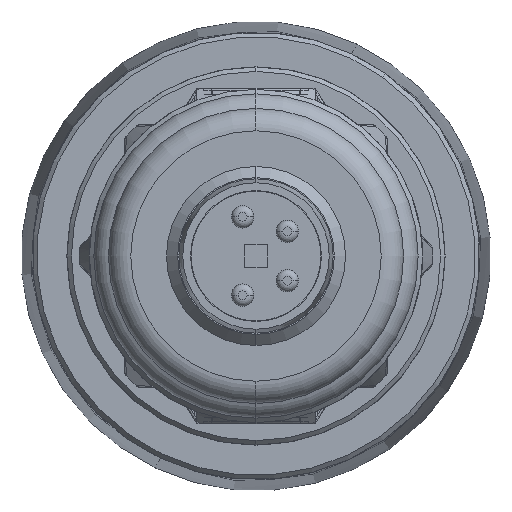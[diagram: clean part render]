
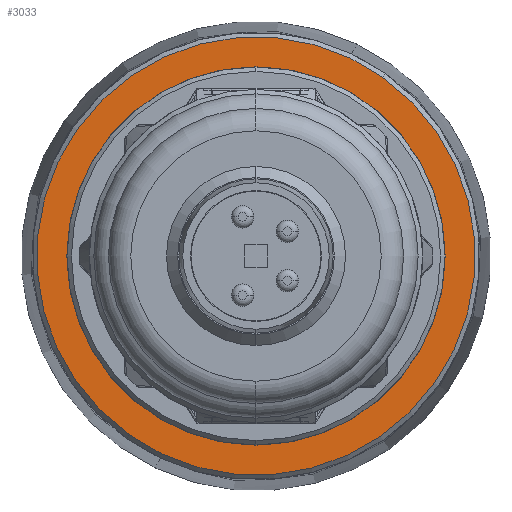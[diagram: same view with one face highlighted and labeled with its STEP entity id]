
A CAD part, left-side view. The second image highlights one B-rep face of the part: STEP entity #3033.
In plain terms, the highlighted planar face has unit normal (-1, 0, 0).
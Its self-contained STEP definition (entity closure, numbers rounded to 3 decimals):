
#3033=ADVANCED_FACE('NONE',(#6203,#6204),#6205,.T.);
#6203=FACE_OUTER_BOUND('',#12631,.T.);
#6204=FACE_BOUND('',#12632,.T.);
#6205=PLANE('',#12633);
#12631=EDGE_LOOP('',(#21676,#21677));
#12632=EDGE_LOOP('',(#21678,#21679));
#12633=AXIS2_PLACEMENT_3D('',#21680,#21681,#21682);
#21676=ORIENTED_EDGE('',*,*,#25830,.T.);
#21677=ORIENTED_EDGE('',*,*,#25778,.T.);
#21678=ORIENTED_EDGE('',*,*,#25806,.F.);
#21679=ORIENTED_EDGE('',*,*,#25828,.F.);
#21680=CARTESIAN_POINT('',(120.0,-4.69,-3.327));
#21681=DIRECTION('',(-1.0,0.0,0.));
#21682=DIRECTION('',(0.0,1.0,0.0));
#25778=EDGE_CURVE('NONE',#30820,#30821,#30822,.T.);
#25806=EDGE_CURVE('NONE',#30868,#30869,#30870,.T.);
#25828=EDGE_CURVE('NONE',#30869,#30868,#30898,.T.);
#25830=EDGE_CURVE('NONE',#30821,#30820,#30900,.T.);
#30820=VERTEX_POINT('NONE',#40205);
#30821=VERTEX_POINT('NONE',#40206);
#30822=CIRCLE('',#40207,9.8);
#30868=VERTEX_POINT('NONE',#40263);
#30869=VERTEX_POINT('NONE',#40264);
#30870=CIRCLE('',#40265,5.75);
#30898=CIRCLE('',#40299,5.75);
#30900=CIRCLE('',#40301,9.8);
#40205=CARTESIAN_POINT('',(120.0,5.671,-7.993));
#40206=CARTESIAN_POINT('',(120.0,-5.671,7.993));
#40207=AXIS2_PLACEMENT_3D('',#45233,#45234,#45235);
#40263=CARTESIAN_POINT('',(120.0,3.327,-4.69));
#40264=CARTESIAN_POINT('',(120.0,-3.327,4.69));
#40265=AXIS2_PLACEMENT_3D('',#45279,#45280,#45281);
#40299=AXIS2_PLACEMENT_3D('',#45315,#45316,#45317);
#40301=AXIS2_PLACEMENT_3D('',#45318,#45319,#45320);
#45233=CARTESIAN_POINT('',(120.0,0.,0.));
#45234=DIRECTION('',(-1.0,0.,0.));
#45235=DIRECTION('',(0.,0.579,-0.816));
#45279=CARTESIAN_POINT('',(120.0,0.,0.));
#45280=DIRECTION('',(-1.0,0.0,0.));
#45281=DIRECTION('',(0.,0.579,-0.816));
#45315=CARTESIAN_POINT('',(120.0,0.,0.));
#45316=DIRECTION('',(-1.0,0.0,0.));
#45317=DIRECTION('',(0.,0.579,-0.816));
#45318=CARTESIAN_POINT('',(120.0,0.,0.));
#45319=DIRECTION('',(-1.0,0.,0.));
#45320=DIRECTION('',(0.,0.579,-0.816));
